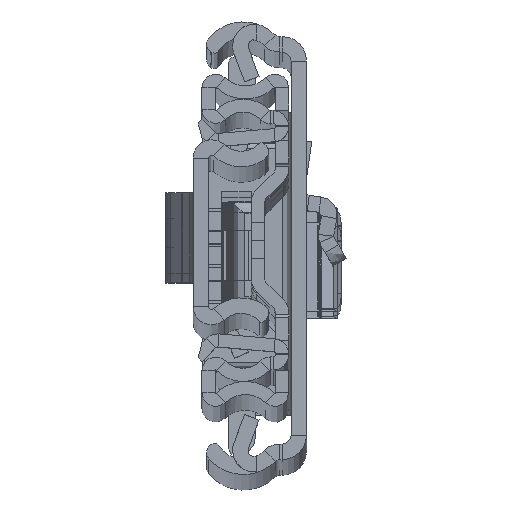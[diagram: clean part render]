
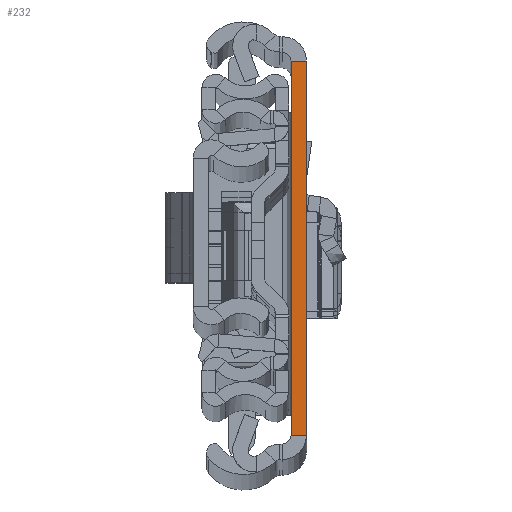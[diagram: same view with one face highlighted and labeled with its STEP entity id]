
A CAD part, top view. The second image highlights one B-rep face of the part: STEP entity #232.
In plain terms, the highlighted planar face has unit normal (0, 0, 1).
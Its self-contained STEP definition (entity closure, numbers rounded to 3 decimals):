
#232 = ADVANCED_FACE ( 'NONE', ( #16244 ), #5940, .F. ) ;
#536 = EDGE_LOOP ( 'NONE', ( #1138, #714, #15436, #12940 ) ) ;
#714 = ORIENTED_EDGE ( 'NONE', *, *, #5225, .F. ) ;
#1138 = ORIENTED_EDGE ( 'NONE', *, *, #14211, .F. ) ;
#1309 = VERTEX_POINT ( 'NONE', #2211 ) ;
#1412 = AXIS2_PLACEMENT_3D ( 'NONE', #10385, #11784, #8511 ) ;
#2211 = CARTESIAN_POINT ( 'NONE',  ( 2.6, -31.5, 0. ) ) ;
#3058 = CARTESIAN_POINT ( 'NONE',  ( 2.6, 31.5, 0. ) ) ;
#3136 = LINE ( 'NONE', #6194, #9511 ) ;
#3378 = LINE ( 'NONE', #3574, #15819 ) ;
#3574 = CARTESIAN_POINT ( 'NONE',  ( 2.6, -31.5, 0. ) ) ;
#3799 = VERTEX_POINT ( 'NONE', #14621 ) ;
#4579 = DIRECTION ( 'NONE',  ( 1., 0., 0. ) ) ;
#4901 = LINE ( 'NONE', #13447, #8043 ) ;
#5225 = EDGE_CURVE ( 'NONE', #3799, #19140, #4901, .T. ) ;
#5594 = EDGE_CURVE ( 'NONE', #3799, #1309, #12208, .T. ) ;
#5940 = PLANE ( 'NONE',  #1412 ) ;
#6194 = CARTESIAN_POINT ( 'NONE',  ( 2.6, 31.5, 0. ) ) ;
#6479 = DIRECTION ( 'NONE',  ( 0., 1., 0. ) ) ;
#7295 = CARTESIAN_POINT ( 'NONE',  ( 0., 31.5, 0. ) ) ;
#8043 = VECTOR ( 'NONE', #6479, 1000. ) ;
#8282 = VERTEX_POINT ( 'NONE', #3058 ) ;
#8511 = DIRECTION ( 'NONE',  ( 0., 1., 0. ) ) ;
#9511 = VECTOR ( 'NONE', #12232, 1000. ) ;
#10385 = CARTESIAN_POINT ( 'NONE',  ( 2.6, -31.5, 0. ) ) ;
#10814 = CARTESIAN_POINT ( 'NONE',  ( 2.6, -31.5, 0. ) ) ;
#11784 = DIRECTION ( 'NONE',  ( 0., 0., -1. ) ) ;
#12086 = EDGE_CURVE ( 'NONE', #1309, #8282, #3378, .T. ) ;
#12208 = LINE ( 'NONE', #10814, #13267 ) ;
#12232 = DIRECTION ( 'NONE',  ( 1., 0., 0. ) ) ;
#12940 = ORIENTED_EDGE ( 'NONE', *, *, #12086, .T. ) ;
#13267 = VECTOR ( 'NONE', #4579, 1000. ) ;
#13447 = CARTESIAN_POINT ( 'NONE',  ( 0., -31.5, 0. ) ) ;
#14211 = EDGE_CURVE ( 'NONE', #19140, #8282, #3136, .T. ) ;
#14621 = CARTESIAN_POINT ( 'NONE',  ( 0., -31.5, 0. ) ) ;
#15436 = ORIENTED_EDGE ( 'NONE', *, *, #5594, .T. ) ;
#15466 = DIRECTION ( 'NONE',  ( 0., 1., 0. ) ) ;
#15819 = VECTOR ( 'NONE', #15466, 1000. ) ;
#16244 = FACE_OUTER_BOUND ( 'NONE', #536, .T. ) ;
#19140 = VERTEX_POINT ( 'NONE', #7295 ) ;
